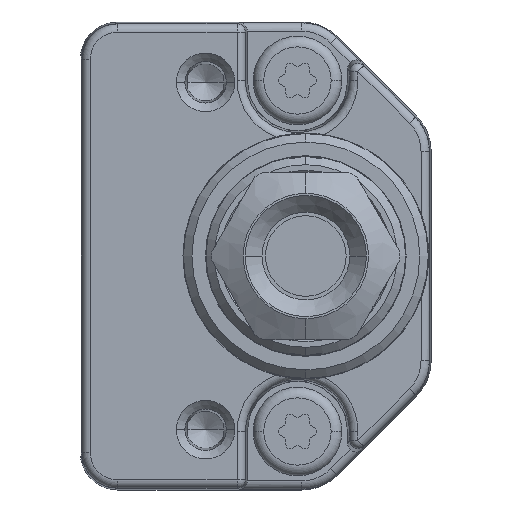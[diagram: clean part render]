
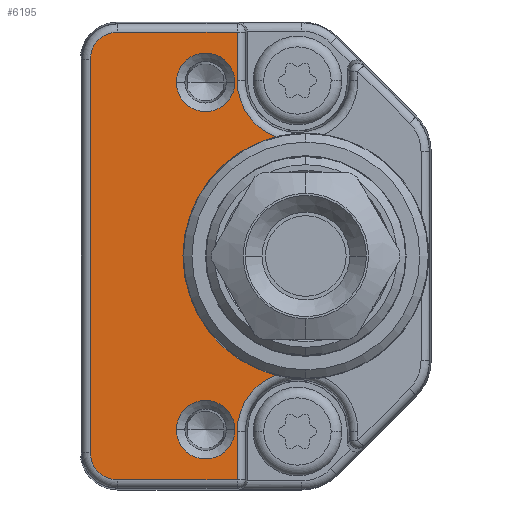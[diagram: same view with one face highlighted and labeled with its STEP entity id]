
A CAD part, left-side view. The second image highlights one B-rep face of the part: STEP entity #6195.
In plain terms, the highlighted planar face has unit normal (-1, 0, 0).
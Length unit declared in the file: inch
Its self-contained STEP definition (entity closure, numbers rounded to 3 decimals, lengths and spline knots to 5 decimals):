
#830=DIRECTION('',(0.,0.,1.));
#831=VECTOR('',#830,0.11399);
#832=CARTESIAN_POINT('',(-0.49213,0.45723,
-0.52737));
#833=LINE('',#832,#831);
#834=DIRECTION('',(0.,-1.,0.));
#835=VECTOR('',#834,0.28096);
#836=CARTESIAN_POINT('',(-0.49213,0.73819,
-0.52737));
#837=LINE('',#836,#835);
#838=CARTESIAN_POINT('',(-0.49213,0.73819,
-0.4626));
#839=DIRECTION('',(-1.,0.,0.));
#840=DIRECTION('',(0.,1.,0.));
#841=AXIS2_PLACEMENT_3D('',#838,#839,#840);
#843=DIRECTION('',(0.,0.,-1.));
#844=VECTOR('',#843,0.9252);
#845=CARTESIAN_POINT('',(-0.49213,0.80296,
0.4626));
#846=LINE('',#845,#844);
#847=CARTESIAN_POINT('',(-0.49213,0.73819,
0.4626));
#848=DIRECTION('',(-1.,0.,0.));
#849=DIRECTION('',(0.,0.,1.));
#850=AXIS2_PLACEMENT_3D('',#847,#848,#849);
#852=DIRECTION('',(0.,1.,0.));
#853=VECTOR('',#852,0.28096);
#854=CARTESIAN_POINT('',(-0.49213,0.45723,
0.52737));
#855=LINE('',#854,#853);
#856=DIRECTION('',(0.,0.,1.));
#857=VECTOR('',#856,0.11399);
#858=CARTESIAN_POINT('',(-0.49213,0.45723,
0.41339));
#859=LINE('',#858,#857);
#860=CARTESIAN_POINT('',(-0.49213,0.31496,
0.41339));
#861=DIRECTION('',(1.,0.,0.));
#862=DIRECTION('',(0.,0.359,-0.933));
#863=AXIS2_PLACEMENT_3D('',#860,#861,#862);
#865=CARTESIAN_POINT('',(-0.49213,0.29528,0.));
#866=DIRECTION('',(-1.,0.,0.));
#867=DIRECTION('',(0.,0.244,0.97));
#868=AXIS2_PLACEMENT_3D('',#865,#866,#867);
#870=CARTESIAN_POINT('',(-0.49213,0.31496,
-0.41339));
#871=DIRECTION('',(1.,0.,0.));
#872=DIRECTION('',(0.,1.,0.));
#873=AXIS2_PLACEMENT_3D('',#870,#871,#872);
#875=CARTESIAN_POINT('',(-0.49213,0.5315,
-0.40915));
#876=DIRECTION('',(1.,0.,0.));
#877=DIRECTION('',(0.,-1.,0.));
#878=AXIS2_PLACEMENT_3D('',#875,#876,#877);
#880=CARTESIAN_POINT('',(-0.49213,0.5315,
-0.40915));
#881=DIRECTION('',(1.,0.,0.));
#882=DIRECTION('',(0.,1.,0.));
#883=AXIS2_PLACEMENT_3D('',#880,#881,#882);
#885=CARTESIAN_POINT('',(-0.49213,0.5315,
0.40915));
#886=DIRECTION('',(1.,0.,0.));
#887=DIRECTION('',(0.,-1.,0.));
#888=AXIS2_PLACEMENT_3D('',#885,#886,#887);
#890=CARTESIAN_POINT('',(-0.49213,0.5315,
0.40915));
#891=DIRECTION('',(1.,0.,0.));
#892=DIRECTION('',(0.,1.,0.));
#893=AXIS2_PLACEMENT_3D('',#890,#891,#892);
#4356=CARTESIAN_POINT('',(-0.49213,0.80296,
-0.4626));
#4357=CARTESIAN_POINT('',(-0.49213,0.73819,
-0.52737));
#4358=VERTEX_POINT('',#4356);
#4359=VERTEX_POINT('',#4357);
#4364=CARTESIAN_POINT('',(-0.49213,0.80296,
0.4626));
#4365=VERTEX_POINT('',#4364);
#4368=CARTESIAN_POINT('',(-0.49213,0.73819,
0.52737));
#4369=VERTEX_POINT('',#4368);
#4396=CARTESIAN_POINT('',(-0.49213,0.45723,
-0.52737));
#4397=CARTESIAN_POINT('',(-0.49213,0.45723,
-0.41339));
#4398=VERTEX_POINT('',#4396);
#4399=VERTEX_POINT('',#4397);
#4421=CARTESIAN_POINT('',(-0.49213,0.366,
-0.28059));
#4422=VERTEX_POINT('',#4421);
#4437=CARTESIAN_POINT('',(-0.49213,0.45723,
0.41339));
#4438=CARTESIAN_POINT('',(-0.49213,0.45723,
0.52737));
#4439=VERTEX_POINT('',#4437);
#4440=VERTEX_POINT('',#4438);
#4461=CARTESIAN_POINT('',(-0.49213,0.366,
0.28059));
#4462=VERTEX_POINT('',#4461);
#4505=CARTESIAN_POINT('',(-0.49213,0.4626,
-0.40915));
#4506=CARTESIAN_POINT('',(-0.49213,0.60039,
-0.40915));
#4507=VERTEX_POINT('',#4505);
#4508=VERTEX_POINT('',#4506);
#4513=CARTESIAN_POINT('',(-0.49213,0.4626,
0.40915));
#4514=CARTESIAN_POINT('',(-0.49213,0.60039,
0.40915));
#4515=VERTEX_POINT('',#4513);
#4516=VERTEX_POINT('',#4514);
#6160=CARTESIAN_POINT('',(-0.49213,0.,0.));
#6161=DIRECTION('',(-1.,0.,0.));
#6162=DIRECTION('',(0.,0.,1.));
#6163=AXIS2_PLACEMENT_3D('',#6160,#6161,#6162);
#6164=PLANE('',#6163);
#6166=ORIENTED_EDGE('',*,*,#6165,.F.);
#6168=ORIENTED_EDGE('',*,*,#6167,.F.);
#6170=ORIENTED_EDGE('',*,*,#6169,.F.);
#6172=ORIENTED_EDGE('',*,*,#6171,.F.);
#6174=ORIENTED_EDGE('',*,*,#6173,.F.);
#6176=ORIENTED_EDGE('',*,*,#6175,.F.);
#6177=ORIENTED_EDGE('',*,*,#6151,.F.);
#6178=ORIENTED_EDGE('',*,*,#6109,.F.);
#6179=ORIENTED_EDGE('',*,*,#6023,.T.);
#6180=ORIENTED_EDGE('',*,*,#6008,.F.);
#6181=EDGE_LOOP('',(#6166,#6168,#6170,#6172,#6174,#6176,#6177,#6178,#6179,
#6180));
#6182=FACE_OUTER_BOUND('',#6181,.F.);
#6184=ORIENTED_EDGE('',*,*,#6183,.F.);
#6186=ORIENTED_EDGE('',*,*,#6185,.F.);
#6187=EDGE_LOOP('',(#6184,#6186));
#6188=FACE_BOUND('',#6187,.F.);
#6190=ORIENTED_EDGE('',*,*,#6189,.F.);
#6192=ORIENTED_EDGE('',*,*,#6191,.F.);
#6193=EDGE_LOOP('',(#6190,#6192));
#6194=FACE_BOUND('',#6193,.F.);
#6195=ADVANCED_FACE('',(#6182,#6188,#6194),#6164,.T.);
#842=CIRCLE('',#841,0.06477);
#851=CIRCLE('',#850,0.06477);
#864=CIRCLE('',#863,0.14227);
#869=CIRCLE('',#868,0.28937);
#874=CIRCLE('',#873,0.14227);
#879=CIRCLE('',#878,0.0689);
#884=CIRCLE('',#883,0.0689);
#889=CIRCLE('',#888,0.0689);
#894=CIRCLE('',#893,0.0689);
#6008=EDGE_CURVE('',#4399,#4422,#874,.T.);
#6023=EDGE_CURVE('',#4462,#4422,#869,.T.);
#6109=EDGE_CURVE('',#4462,#4439,#864,.T.);
#6151=EDGE_CURVE('',#4439,#4440,#859,.T.);
#6165=EDGE_CURVE('',#4398,#4399,#833,.T.);
#6167=EDGE_CURVE('',#4359,#4398,#837,.T.);
#6169=EDGE_CURVE('',#4358,#4359,#842,.T.);
#6171=EDGE_CURVE('',#4365,#4358,#846,.T.);
#6173=EDGE_CURVE('',#4369,#4365,#851,.T.);
#6175=EDGE_CURVE('',#4440,#4369,#855,.T.);
#6183=EDGE_CURVE('',#4507,#4508,#879,.T.);
#6185=EDGE_CURVE('',#4508,#4507,#884,.T.);
#6189=EDGE_CURVE('',#4515,#4516,#889,.T.);
#6191=EDGE_CURVE('',#4516,#4515,#894,.T.);
